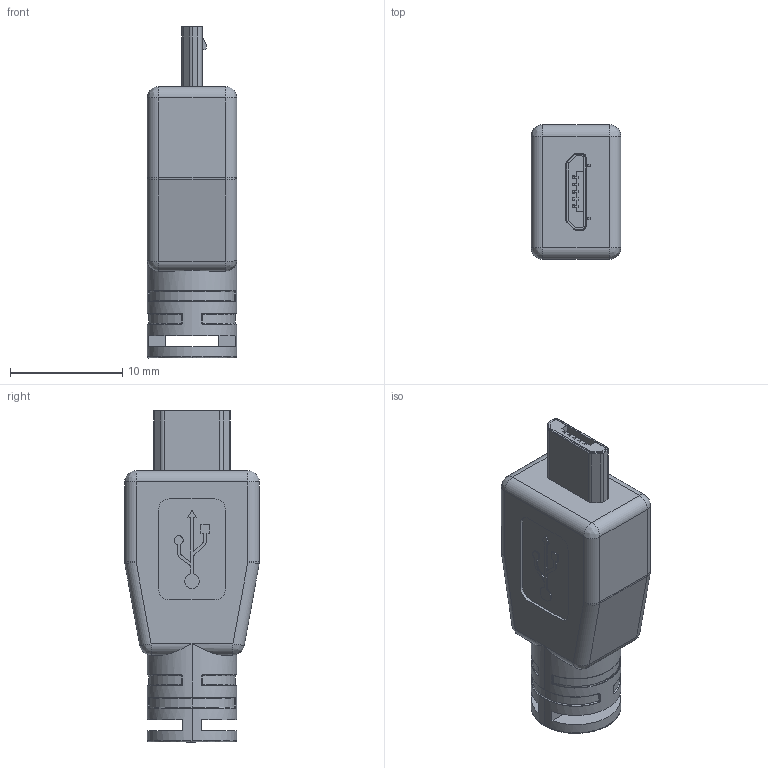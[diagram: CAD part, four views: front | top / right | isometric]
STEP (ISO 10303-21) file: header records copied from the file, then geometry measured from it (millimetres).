
FILE_DESCRIPTION (( 'STEP AP214' ), '1' );
FILE_NAME ('USBFIREWIRE.COM-MCBS-DEFAULT.STEP', '2011-11-25T18:24:14', ( 'sysAdmin' ), ( 'SolidWorks' ), 'SwSTEP 2.0', 'SolidWorks 2012', '' );
FILE_SCHEMA (( 'AUTOMOTIVE_DESIGN' ));
Length unit declared in the file: inch
Products named in the file (1): USBFIREWIRE.COM-MCBS-DEFAULT
Bounding box: 8 x 12 x 29.6 mm (x, y, z)
Volume: 1683.2 mm3; surface area: 1289.1 mm2
Topology: 1 solids, 1 shells, 326 faces, 845 edges, 530 vertices
Faces by surface type: plane 163, cylinder 113, bspline 44, cone 6
Entity records: 10961 total; most frequent: CARTESIAN_POINT 3035, ORIENTED_EDGE 1686, DIRECTION 1622, EDGE_CURVE 843, AXIS2_PLACEMENT_3D 543, VECTOR 536, LINE 536, VERTEX_POINT 530
